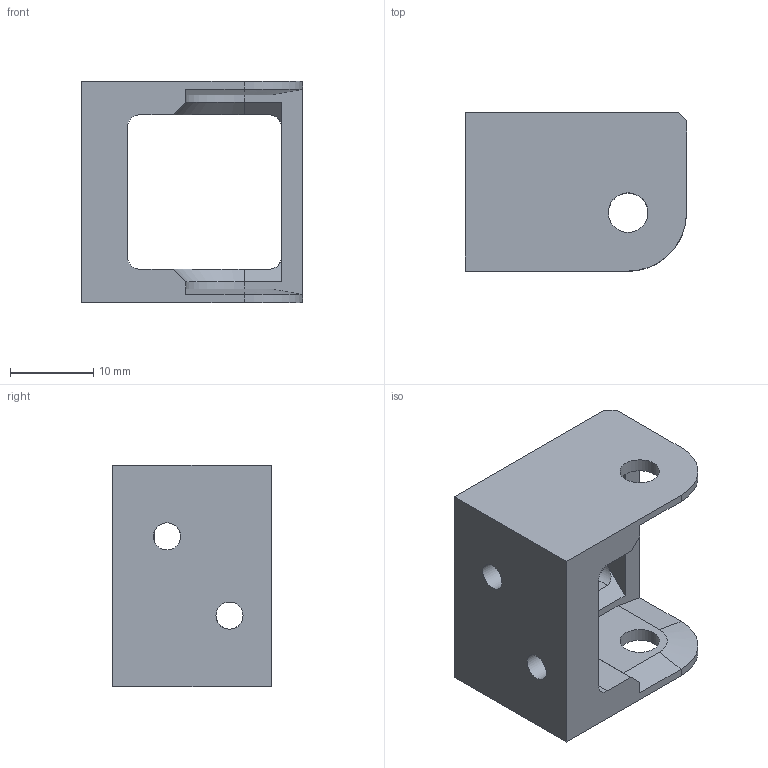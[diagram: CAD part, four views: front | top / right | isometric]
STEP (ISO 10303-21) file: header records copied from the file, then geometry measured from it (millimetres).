
FILE_DESCRIPTION(/* description */ (''),/* implementation_level */ '2;1');
FILE_NAME(/* name */ 'X Axis cable chain mount.step',/* time_stamp */ '2024-11-17T21:01:26+01:00',/* author */ (''),/* organization */ (''),/* preprocessor_version */ 'ST-DEVELOPER v20',/* originating_system */ 'Autodesk Translation Framework v13.20.0.188',/* authorisation */ '');
FILE_SCHEMA (('AUTOMOTIVE_DESIGN { 1 0 10303 214 3 1 1 }'));
Length unit declared in the file: millimetre
Products named in the file (1): X Axis cable chain mount
Bounding box: 26.5 x 19 x 26.5 mm (x, y, z)
Volume: 4947.5 mm3; surface area: 3519.3 mm2
Topology: 1 solids, 1 shells, 52 faces, 140 edges, 86 vertices
Faces by surface type: plane 24, cylinder 16, cone 6, torus 4, bspline 2
Full cylindrical faces by diameter (mm): 3.25 x2, 4.75 x2
Entity records: 1712 total; most frequent: CARTESIAN_POINT 336, ORIENTED_EDGE 280, DIRECTION 280, EDGE_CURVE 140, AXIS2_PLACEMENT_3D 94, LINE 92, VECTOR 92, VERTEX_POINT 86
